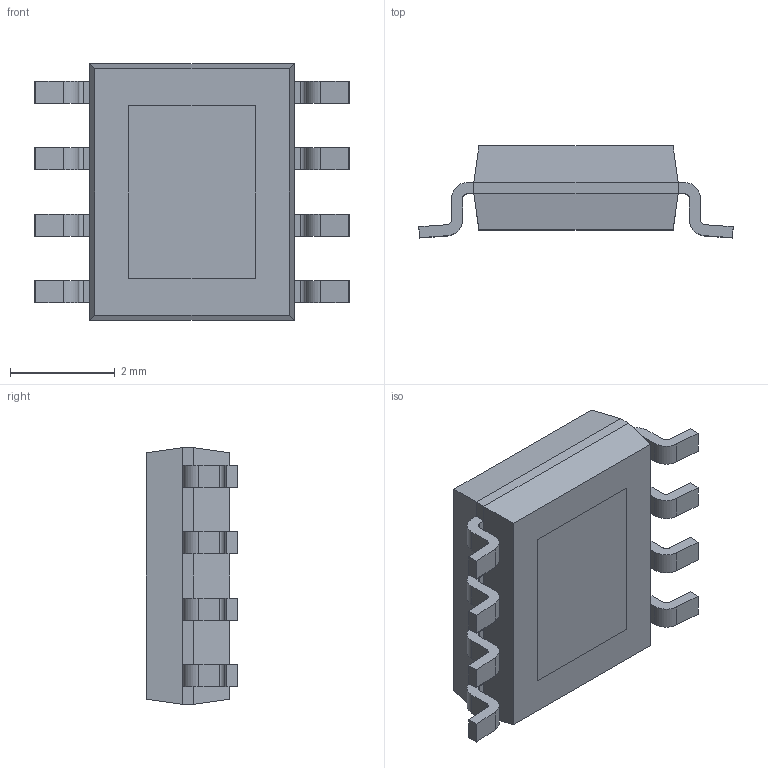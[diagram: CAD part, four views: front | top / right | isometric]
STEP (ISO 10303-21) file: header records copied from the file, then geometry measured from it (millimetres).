
FILE_DESCRIPTION (( 'STEP AP214' ), '1' );
FILE_NAME ('TP4056-42-ESOP8.STEP', '2023-01-12T09:27:59', ( '' ), ( '' ), 'SwSTEP 2.0', 'SolidWorks 2021', '' );
FILE_SCHEMA (( 'AUTOMOTIVE_DESIGN' ));
Length unit declared in the file: millimetre
Products named in the file (1): TP4056-42-ESOP8
Bounding box: 6 x 1.75 x 4.9 mm (x, y, z)
Volume: 30.6 mm3; surface area: 99.9 mm2
Topology: 11 solids, 11 shells, 144 faces, 352 edges, 232 vertices
Faces by surface type: plane 108, cylinder 36
Entity records: 4328 total; most frequent: CARTESIAN_POINT 729, DIRECTION 714, ORIENTED_EDGE 704, EDGE_CURVE 352, VECTOR 280, LINE 280, VERTEX_POINT 232, AXIS2_PLACEMENT_3D 217
